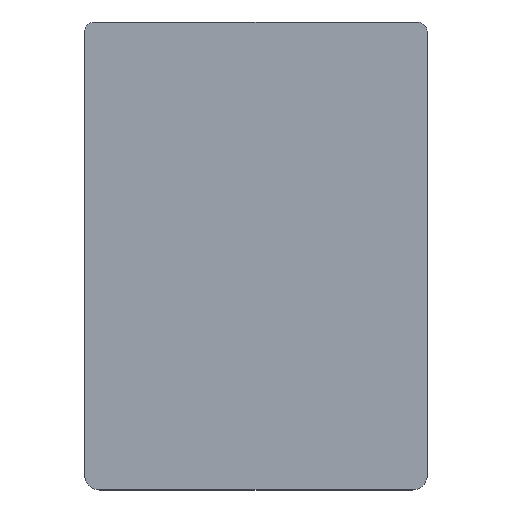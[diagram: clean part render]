
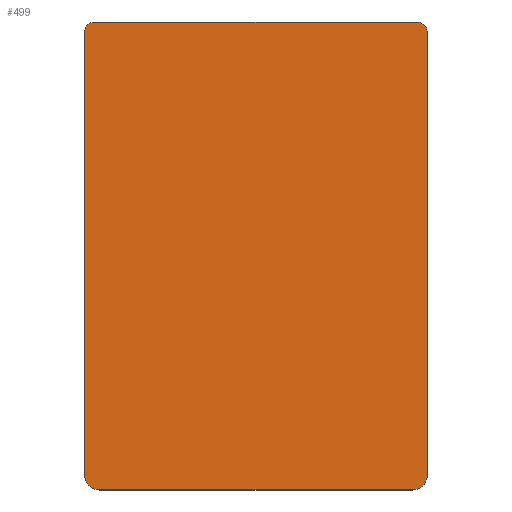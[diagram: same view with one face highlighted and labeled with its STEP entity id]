
A CAD part, top view. The second image highlights one B-rep face of the part: STEP entity #499.
In plain terms, the highlighted planar face has unit normal (0, 0, 1).
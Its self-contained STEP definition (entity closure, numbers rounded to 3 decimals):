
#42 = VERTEX_POINT('',#43);
#43 = CARTESIAN_POINT('',(191.739,-50.959,0.8));
#49 = EDGE_CURVE('',#42,#50,#52,.T.);
#50 = VERTEX_POINT('',#51);
#51 = CARTESIAN_POINT('',(192.737,-51.861,0.8));
#52 = CIRCLE('',#53,0.998);
#53 = AXIS2_PLACEMENT_3D('',#54,#55,#56);
#54 = CARTESIAN_POINT('',(191.744,-51.957,0.8));
#55 = DIRECTION('',(0.,0.,-1.));
#56 = DIRECTION('',(-0.004,1.,0.));
#82 = EDGE_CURVE('',#50,#83,#85,.T.);
#83 = VERTEX_POINT('',#84);
#84 = CARTESIAN_POINT('',(192.739,-51.959,0.8));
#85 = LINE('',#86,#87);
#86 = CARTESIAN_POINT('',(192.737,-51.861,0.8));
#87 = VECTOR('',#88,1.);
#88 = DIRECTION('',(0.025,-1.,0.));
#113 = EDGE_CURVE('',#83,#114,#116,.T.);
#114 = VERTEX_POINT('',#115);
#115 = CARTESIAN_POINT('',(192.739,-89.059,0.8));
#116 = LINE('',#117,#118);
#117 = CARTESIAN_POINT('',(192.739,-51.959,0.8));
#118 = VECTOR('',#119,1.);
#119 = DIRECTION('',(0.,-1.,0.));
#144 = EDGE_CURVE('',#114,#145,#147,.T.);
#145 = VERTEX_POINT('',#146);
#146 = CARTESIAN_POINT('',(192.739,-96.259,0.8));
#147 = LINE('',#148,#149);
#148 = CARTESIAN_POINT('',(192.739,-89.059,0.8));
#149 = VECTOR('',#150,1.);
#150 = DIRECTION('',(0.,-1.,0.));
#175 = EDGE_CURVE('',#145,#176,#178,.T.);
#176 = VERTEX_POINT('',#177);
#177 = CARTESIAN_POINT('',(191.357,-97.757,0.8));
#178 = CIRCLE('',#179,1.498);
#179 = AXIS2_PLACEMENT_3D('',#180,#181,#182);
#180 = CARTESIAN_POINT('',(191.241,-96.264,0.8));
#181 = DIRECTION('',(0.,0.,-1.));
#182 = DIRECTION('',(1.,0.003,0.));
#208 = EDGE_CURVE('',#176,#209,#211,.T.);
#209 = VERTEX_POINT('',#210);
#210 = CARTESIAN_POINT('',(191.239,-97.759,0.8));
#211 = LINE('',#212,#213);
#212 = CARTESIAN_POINT('',(191.357,-97.757,0.8));
#213 = VECTOR('',#214,1.);
#214 = DIRECTION('',(-1.,-0.02,0.));
#239 = EDGE_CURVE('',#209,#240,#242,.T.);
#240 = VERTEX_POINT('',#241);
#241 = CARTESIAN_POINT('',(159.989,-97.759,0.8));
#242 = LINE('',#243,#244);
#243 = CARTESIAN_POINT('',(191.239,-97.759,0.8));
#244 = VECTOR('',#245,1.);
#245 = DIRECTION('',(-1.,0.,0.));
#270 = EDGE_CURVE('',#240,#271,#273,.T.);
#271 = VERTEX_POINT('',#272);
#272 = CARTESIAN_POINT('',(158.492,-96.377,0.8));
#273 = CIRCLE('',#274,1.498);
#274 = AXIS2_PLACEMENT_3D('',#275,#276,#277);
#275 = CARTESIAN_POINT('',(159.985,-96.261,0.8));
#276 = DIRECTION('',(0.,0.,-1.));
#277 = DIRECTION('',(0.003,-1.,0.));
#303 = EDGE_CURVE('',#271,#304,#306,.T.);
#304 = VERTEX_POINT('',#305);
#305 = CARTESIAN_POINT('',(158.489,-96.259,0.8));
#306 = LINE('',#307,#308);
#307 = CARTESIAN_POINT('',(158.492,-96.377,0.8));
#308 = VECTOR('',#309,1.);
#309 = DIRECTION('',(-0.02,1.,0.));
#334 = EDGE_CURVE('',#304,#335,#337,.T.);
#335 = VERTEX_POINT('',#336);
#336 = CARTESIAN_POINT('',(158.489,-88.109,0.8));
#337 = LINE('',#338,#339);
#338 = CARTESIAN_POINT('',(158.489,-96.259,0.8));
#339 = VECTOR('',#340,1.);
#340 = DIRECTION('',(0.,1.,0.));
#365 = EDGE_CURVE('',#335,#366,#368,.T.);
#366 = VERTEX_POINT('',#367);
#367 = CARTESIAN_POINT('',(158.489,-51.959,0.8));
#368 = LINE('',#369,#370);
#369 = CARTESIAN_POINT('',(158.489,-88.109,0.8));
#370 = VECTOR('',#371,1.);
#371 = DIRECTION('',(0.,1.,0.));
#396 = EDGE_CURVE('',#366,#397,#399,.T.);
#397 = VERTEX_POINT('',#398);
#398 = CARTESIAN_POINT('',(159.391,-50.962,0.8));
#399 = CIRCLE('',#400,0.998);
#400 = AXIS2_PLACEMENT_3D('',#401,#402,#403);
#401 = CARTESIAN_POINT('',(159.487,-51.955,0.8));
#402 = DIRECTION('',(0.,0.,-1.));
#403 = DIRECTION('',(-1.,-0.005,-0.));
#429 = EDGE_CURVE('',#397,#430,#432,.T.);
#430 = VERTEX_POINT('',#431);
#431 = CARTESIAN_POINT('',(159.489,-50.959,0.8));
#432 = LINE('',#433,#434);
#433 = CARTESIAN_POINT('',(159.391,-50.962,0.8));
#434 = VECTOR('',#435,1.);
#435 = DIRECTION('',(1.,0.023,0.));
#460 = EDGE_CURVE('',#430,#42,#461,.T.);
#461 = LINE('',#462,#463);
#462 = CARTESIAN_POINT('',(159.489,-50.959,0.8));
#463 = VECTOR('',#464,1.);
#464 = DIRECTION('',(1.,0.,0.));
#499 = ADVANCED_FACE('',(#500),#516,.T.);
#500 = FACE_BOUND('',#501,.F.);
#501 = EDGE_LOOP('',(#502,#503,#504,#505,#506,#507,#508,#509,#510,#511,
    #512,#513,#514,#515));
#502 = ORIENTED_EDGE('',*,*,#49,.T.);
#503 = ORIENTED_EDGE('',*,*,#82,.T.);
#504 = ORIENTED_EDGE('',*,*,#113,.T.);
#505 = ORIENTED_EDGE('',*,*,#144,.T.);
#506 = ORIENTED_EDGE('',*,*,#175,.T.);
#507 = ORIENTED_EDGE('',*,*,#208,.T.);
#508 = ORIENTED_EDGE('',*,*,#239,.T.);
#509 = ORIENTED_EDGE('',*,*,#270,.T.);
#510 = ORIENTED_EDGE('',*,*,#303,.T.);
#511 = ORIENTED_EDGE('',*,*,#334,.T.);
#512 = ORIENTED_EDGE('',*,*,#365,.T.);
#513 = ORIENTED_EDGE('',*,*,#396,.T.);
#514 = ORIENTED_EDGE('',*,*,#429,.T.);
#515 = ORIENTED_EDGE('',*,*,#460,.T.);
#516 = PLANE('',#517);
#517 = AXIS2_PLACEMENT_3D('',#518,#519,#520);
#518 = CARTESIAN_POINT('',(0.,0.,0.8));
#519 = DIRECTION('',(0.,0.,1.));
#520 = DIRECTION('',(1.,0.,-0.));
